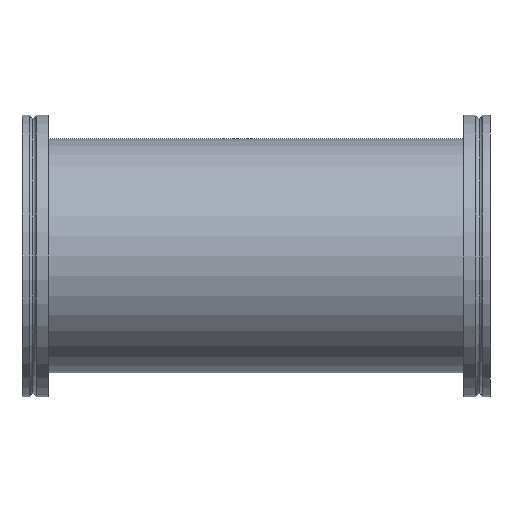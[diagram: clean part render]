
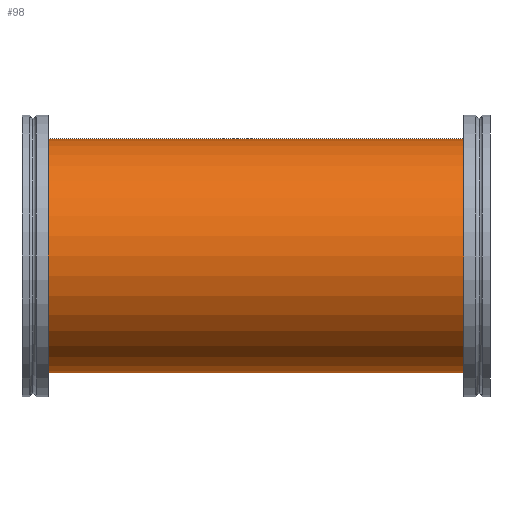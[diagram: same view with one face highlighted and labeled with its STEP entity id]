
A CAD part, front view. The second image highlights one B-rep face of the part: STEP entity #98.
In plain terms, the highlighted cylindrical face has radius 54 mm (diameter 108 mm), a partial arc.
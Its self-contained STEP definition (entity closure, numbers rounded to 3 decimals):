
#17 = VERTEX_POINT ( 'NONE', #217 ) ;
#47 = DIRECTION ( 'NONE',  ( -1., 0., 0. ) ) ;
#48 = CIRCLE ( 'NONE', #1127, 54. ) ;
#54 = VECTOR ( 'NONE', #47, 1000. ) ;
#63 = LINE ( 'NONE', #611, #54 ) ;
#98 = ADVANCED_FACE ( 'NONE', ( #294 ), #268, .T. ) ;
#103 = CARTESIAN_POINT ( 'NONE',  ( 204., 0., 0. ) ) ;
#105 = DIRECTION ( 'NONE',  ( -1., 0., 0. ) ) ;
#106 = DIRECTION ( 'NONE',  ( 0., 0., -1. ) ) ;
#199 = ORIENTED_EDGE ( 'NONE', *, *, #898, .T. ) ;
#217 = CARTESIAN_POINT ( 'NONE',  ( 204., 0., -54. ) ) ;
#268 = CYLINDRICAL_SURFACE ( 'NONE', #1520, 54. ) ;
#290 = CARTESIAN_POINT ( 'NONE',  ( 0., 0., -54. ) ) ;
#294 = FACE_OUTER_BOUND ( 'NONE', #863, .T. ) ;
#323 = DIRECTION ( 'NONE',  ( -1., 0., 0. ) ) ;
#345 = CARTESIAN_POINT ( 'NONE',  ( 210., 0., 0. ) ) ;
#358 = DIRECTION ( 'NONE',  ( 0., 0., 1. ) ) ;
#483 = CARTESIAN_POINT ( 'NONE',  ( 0., 0., 54. ) ) ;
#538 = VECTOR ( 'NONE', #664, 1000. ) ;
#539 = ORIENTED_EDGE ( 'NONE', *, *, #1185, .F. ) ;
#611 = CARTESIAN_POINT ( 'NONE',  ( 210., 0., 54. ) ) ;
#656 = CARTESIAN_POINT ( 'NONE',  ( 210., 0., -54. ) ) ;
#663 = VERTEX_POINT ( 'NONE', #483 ) ;
#664 = DIRECTION ( 'NONE',  ( -1., 0., 0. ) ) ;
#860 = AXIS2_PLACEMENT_3D ( 'NONE', #1158, #1161, #1165 ) ;
#863 = EDGE_LOOP ( 'NONE', ( #539, #1110, #199, #891 ) ) ;
#885 = VERTEX_POINT ( 'NONE', #290 ) ;
#891 = ORIENTED_EDGE ( 'NONE', *, *, #1096, .F. ) ;
#898 = EDGE_CURVE ( 'NONE', #1516, #663, #63, .T. ) ;
#928 = EDGE_CURVE ( 'NONE', #17, #1516, #48, .T. ) ;
#1096 = EDGE_CURVE ( 'NONE', #885, #663, #1524, .T. ) ;
#1110 = ORIENTED_EDGE ( 'NONE', *, *, #928, .T. ) ;
#1127 = AXIS2_PLACEMENT_3D ( 'NONE', #103, #105, #106 ) ;
#1158 = CARTESIAN_POINT ( 'NONE',  ( 0., 0., 0. ) ) ;
#1161 = DIRECTION ( 'NONE',  ( -1., 0., 0. ) ) ;
#1165 = DIRECTION ( 'NONE',  ( 0., 0., 1. ) ) ;
#1185 = EDGE_CURVE ( 'NONE', #17, #885, #1310, .T. ) ;
#1310 = LINE ( 'NONE', #656, #538 ) ;
#1380 = CARTESIAN_POINT ( 'NONE',  ( 204., 0., 54. ) ) ;
#1516 = VERTEX_POINT ( 'NONE', #1380 ) ;
#1520 = AXIS2_PLACEMENT_3D ( 'NONE', #345, #323, #358 ) ;
#1524 = CIRCLE ( 'NONE', #860, 54. ) ;
